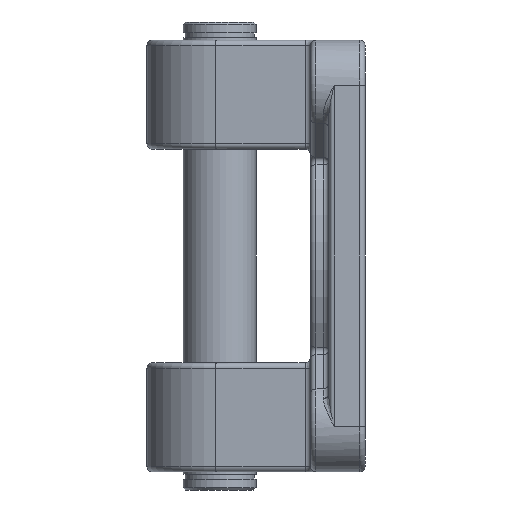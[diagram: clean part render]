
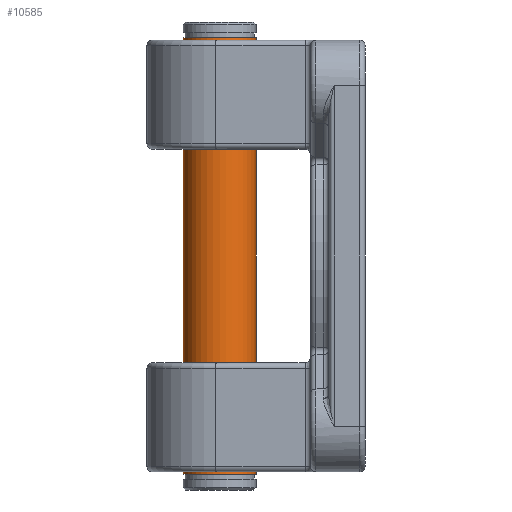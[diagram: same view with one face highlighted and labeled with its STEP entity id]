
A CAD part, left-side view. The second image highlights one B-rep face of the part: STEP entity #10585.
In plain terms, the highlighted cylindrical face has radius 8 mm (diameter 16 mm), a partial arc.
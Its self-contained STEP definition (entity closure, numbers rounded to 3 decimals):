
#9941 = PLANE('',#9942);
#9942 = AXIS2_PLACEMENT_3D('',#9943,#9944,#9945);
#9943 = CARTESIAN_POINT('',(0.,40.,-48.));
#9944 = DIRECTION('',(0.,0.,1.));
#9945 = DIRECTION('',(0.,-1.,0.));
#9978 = VERTEX_POINT('',#9979);
#9979 = CARTESIAN_POINT('',(0.,24.,-48.));
#9980 = VERTEX_POINT('',#9981);
#9981 = CARTESIAN_POINT('',(0.,40.,-48.));
#9989 = CYLINDRICAL_SURFACE('',#9990,8.);
#9990 = AXIS2_PLACEMENT_3D('',#9991,#9992,#9993);
#9991 = CARTESIAN_POINT('',(0.,32.,51.5));
#9992 = DIRECTION('',(0.,0.,1.));
#9993 = DIRECTION('',(0.,-1.,0.));
#10008 = EDGE_CURVE('',#9980,#10009,#10011,.T.);
#10009 = VERTEX_POINT('',#10010);
#10010 = CARTESIAN_POINT('',(0.,40.,48.));
#10011 = SURFACE_CURVE('',#10012,(#10016,#10023),.PCURVE_S1.);
#10012 = LINE('',#10013,#10014);
#10013 = CARTESIAN_POINT('',(0.,40.,51.5));
#10014 = VECTOR('',#10015,1.);
#10015 = DIRECTION('',(0.,0.,1.));
#10016 = PCURVE('',#9989,#10017);
#10017 = DEFINITIONAL_REPRESENTATION('',(#10018),#10022);
#10018 = LINE('',#10019,#10020);
#10019 = CARTESIAN_POINT('',(3.142,0.));
#10020 = VECTOR('',#10021,1.);
#10021 = DIRECTION('',(0.,1.));
#10022 = ( GEOMETRIC_REPRESENTATION_CONTEXT(2) 
PARAMETRIC_REPRESENTATION_CONTEXT() REPRESENTATION_CONTEXT('2D SPACE',''
  ) );
#10023 = PCURVE('',#10024,#10029);
#10024 = CYLINDRICAL_SURFACE('',#10025,8.);
#10025 = AXIS2_PLACEMENT_3D('',#10026,#10027,#10028);
#10026 = CARTESIAN_POINT('',(0.,32.,51.5));
#10027 = DIRECTION('',(0.,0.,1.));
#10028 = DIRECTION('',(0.,-1.,0.));
#10029 = DEFINITIONAL_REPRESENTATION('',(#10030),#10034);
#10030 = LINE('',#10031,#10032);
#10031 = CARTESIAN_POINT('',(3.142,0.));
#10032 = VECTOR('',#10033,1.);
#10033 = DIRECTION('',(0.,1.));
#10034 = ( GEOMETRIC_REPRESENTATION_CONTEXT(2) 
PARAMETRIC_REPRESENTATION_CONTEXT() REPRESENTATION_CONTEXT('2D SPACE',''
  ) );
#10037 = VERTEX_POINT('',#10038);
#10038 = CARTESIAN_POINT('',(0.,24.,48.));
#10053 = PLANE('',#10054);
#10054 = AXIS2_PLACEMENT_3D('',#10055,#10056,#10057);
#10055 = CARTESIAN_POINT('',(0.,39.6,48.));
#10056 = DIRECTION('',(0.,0.,-1.));
#10057 = DIRECTION('',(0.,1.,0.));
#10069 = EDGE_CURVE('',#9978,#10037,#10070,.T.);
#10070 = SURFACE_CURVE('',#10071,(#10075,#10082),.PCURVE_S1.);
#10071 = LINE('',#10072,#10073);
#10072 = CARTESIAN_POINT('',(0.,24.,51.5));
#10073 = VECTOR('',#10074,1.);
#10074 = DIRECTION('',(0.,0.,1.));
#10075 = PCURVE('',#9989,#10076);
#10076 = DEFINITIONAL_REPRESENTATION('',(#10077),#10081);
#10077 = LINE('',#10078,#10079);
#10078 = CARTESIAN_POINT('',(0.,0.));
#10079 = VECTOR('',#10080,1.);
#10080 = DIRECTION('',(0.,1.));
#10081 = ( GEOMETRIC_REPRESENTATION_CONTEXT(2) 
PARAMETRIC_REPRESENTATION_CONTEXT() REPRESENTATION_CONTEXT('2D SPACE',''
  ) );
#10082 = PCURVE('',#10024,#10083);
#10083 = DEFINITIONAL_REPRESENTATION('',(#10084),#10088);
#10084 = LINE('',#10085,#10086);
#10085 = CARTESIAN_POINT('',(6.283,0.));
#10086 = VECTOR('',#10087,1.);
#10087 = DIRECTION('',(0.,1.));
#10088 = ( GEOMETRIC_REPRESENTATION_CONTEXT(2) 
PARAMETRIC_REPRESENTATION_CONTEXT() REPRESENTATION_CONTEXT('2D SPACE',''
  ) );
#10560 = EDGE_CURVE('',#10009,#10037,#10561,.T.);
#10561 = SURFACE_CURVE('',#10562,(#10567,#10578),.PCURVE_S1.);
#10562 = CIRCLE('',#10563,8.);
#10563 = AXIS2_PLACEMENT_3D('',#10564,#10565,#10566);
#10564 = CARTESIAN_POINT('',(0.,32.,48.));
#10565 = DIRECTION('',(0.,0.,1.));
#10566 = DIRECTION('',(0.,-1.,0.));
#10567 = PCURVE('',#10053,#10568);
#10568 = DEFINITIONAL_REPRESENTATION('',(#10569),#10577);
#10569 = ( BOUNDED_CURVE() B_SPLINE_CURVE(2,(#10570,#10571,#10572,#10573
    ,#10574,#10575,#10576),.UNSPECIFIED.,.T.,.F.) 
B_SPLINE_CURVE_WITH_KNOTS((1,2,2,2,2,1),(-2.094,0.,
    2.094,4.189,6.283,8.378),
.UNSPECIFIED.) CURVE() GEOMETRIC_REPRESENTATION_ITEM() 
RATIONAL_B_SPLINE_CURVE((1.,0.5,1.,0.5,1.,0.5,1.)) REPRESENTATION_ITEM(
  '') );
#10570 = CARTESIAN_POINT('',(-15.6,0.));
#10571 = CARTESIAN_POINT('',(-15.6,13.856));
#10572 = CARTESIAN_POINT('',(-3.6,6.928));
#10573 = CARTESIAN_POINT('',(8.4,0.));
#10574 = CARTESIAN_POINT('',(-3.6,-6.928));
#10575 = CARTESIAN_POINT('',(-15.6,-13.856));
#10576 = CARTESIAN_POINT('',(-15.6,0.));
#10577 = ( GEOMETRIC_REPRESENTATION_CONTEXT(2) 
PARAMETRIC_REPRESENTATION_CONTEXT() REPRESENTATION_CONTEXT('2D SPACE',''
  ) );
#10578 = PCURVE('',#10024,#10579);
#10579 = DEFINITIONAL_REPRESENTATION('',(#10580),#10584);
#10580 = LINE('',#10581,#10582);
#10581 = CARTESIAN_POINT('',(0.,-3.5));
#10582 = VECTOR('',#10583,1.);
#10583 = DIRECTION('',(1.,0.));
#10584 = ( GEOMETRIC_REPRESENTATION_CONTEXT(2) 
PARAMETRIC_REPRESENTATION_CONTEXT() REPRESENTATION_CONTEXT('2D SPACE',''
  ) );
#10585 = ADVANCED_FACE('',(#10586),#10024,.T.);
#10586 = FACE_BOUND('',#10587,.T.);
#10587 = EDGE_LOOP('',(#10588,#10589,#10611,#10612));
#10588 = ORIENTED_EDGE('',*,*,#10008,.F.);
#10589 = ORIENTED_EDGE('',*,*,#10590,.T.);
#10590 = EDGE_CURVE('',#9980,#9978,#10591,.T.);
#10591 = SURFACE_CURVE('',#10592,(#10597,#10604),.PCURVE_S1.);
#10592 = CIRCLE('',#10593,8.);
#10593 = AXIS2_PLACEMENT_3D('',#10594,#10595,#10596);
#10594 = CARTESIAN_POINT('',(0.,32.,-48.));
#10595 = DIRECTION('',(0.,0.,1.));
#10596 = DIRECTION('',(0.,-1.,0.));
#10597 = PCURVE('',#10024,#10598);
#10598 = DEFINITIONAL_REPRESENTATION('',(#10599),#10603);
#10599 = LINE('',#10600,#10601);
#10600 = CARTESIAN_POINT('',(0.,-99.5));
#10601 = VECTOR('',#10602,1.);
#10602 = DIRECTION('',(1.,0.));
#10603 = ( GEOMETRIC_REPRESENTATION_CONTEXT(2) 
PARAMETRIC_REPRESENTATION_CONTEXT() REPRESENTATION_CONTEXT('2D SPACE',''
  ) );
#10604 = PCURVE('',#9941,#10605);
#10605 = DEFINITIONAL_REPRESENTATION('',(#10606),#10610);
#10606 = CIRCLE('',#10607,8.);
#10607 = AXIS2_PLACEMENT_2D('',#10608,#10609);
#10608 = CARTESIAN_POINT('',(8.,0.));
#10609 = DIRECTION('',(1.,0.));
#10610 = ( GEOMETRIC_REPRESENTATION_CONTEXT(2) 
PARAMETRIC_REPRESENTATION_CONTEXT() REPRESENTATION_CONTEXT('2D SPACE',''
  ) );
#10611 = ORIENTED_EDGE('',*,*,#10069,.T.);
#10612 = ORIENTED_EDGE('',*,*,#10560,.F.);
